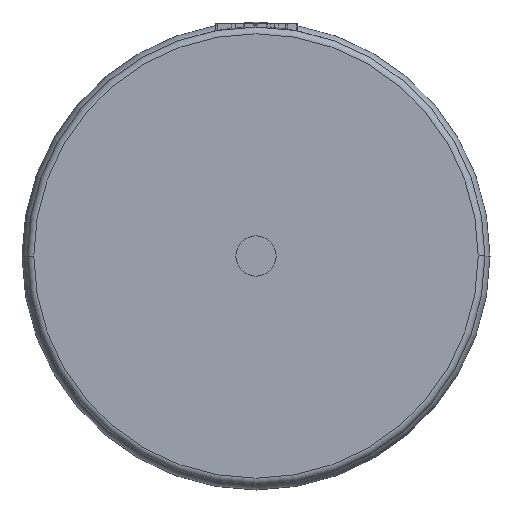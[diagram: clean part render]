
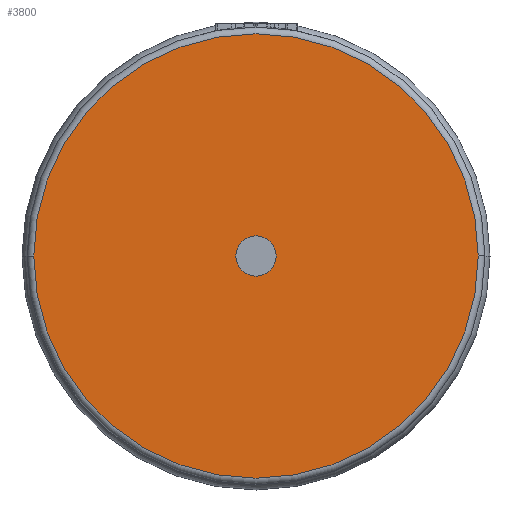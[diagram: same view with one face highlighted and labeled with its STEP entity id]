
A CAD part, front view. The second image highlights one B-rep face of the part: STEP entity #3800.
In plain terms, the highlighted planar face has unit normal (0, -1, 0).
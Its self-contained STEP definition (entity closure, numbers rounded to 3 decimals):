
#132=CARTESIAN_POINT('',(0.,0.,0.));
#133=DIRECTION('',(0.,-1.,0.));
#134=DIRECTION('',(-1.,0.,0.));
#135=AXIS2_PLACEMENT_3D('',#132,#133,#134);
#141=CARTESIAN_POINT('',(0.,0.,0.));
#142=DIRECTION('',(0.,-1.,0.));
#143=DIRECTION('',(1.,0.,0.));
#144=AXIS2_PLACEMENT_3D('',#141,#142,#143);
#149=CARTESIAN_POINT('',(0.,0.,0.));
#150=DIRECTION('',(0.,-1.,0.));
#151=DIRECTION('',(0.,0.,-1.));
#152=AXIS2_PLACEMENT_3D('',#149,#150,#151);
#157=CARTESIAN_POINT('',(0.,0.,0.));
#158=DIRECTION('',(0.,-1.,0.));
#159=DIRECTION('',(0.,0.,1.));
#160=AXIS2_PLACEMENT_3D('',#157,#158,#159);
#3327=CARTESIAN_POINT('',(-66.,0.,0.));
#3328=CARTESIAN_POINT('',(66.,0.,0.));
#3329=VERTEX_POINT('',#3327);
#3330=VERTEX_POINT('',#3328);
#3339=CARTESIAN_POINT('',(0.,0.,-6.));
#3340=CARTESIAN_POINT('',(0.,0.,6.));
#3341=VERTEX_POINT('',#3339);
#3342=VERTEX_POINT('',#3340);
#3783=CARTESIAN_POINT('',(0.,0.,0.));
#3784=DIRECTION('',(0.,1.,0.));
#3785=DIRECTION('',(1.,0.,0.));
#3786=AXIS2_PLACEMENT_3D('',#3783,#3784,#3785);
#3787=PLANE('',#3786);
#3789=ORIENTED_EDGE('',*,*,#3788,.F.);
#3791=ORIENTED_EDGE('',*,*,#3790,.F.);
#3792=EDGE_LOOP('',(#3789,#3791));
#3793=FACE_OUTER_BOUND('',#3792,.F.);
#3795=ORIENTED_EDGE('',*,*,#3794,.T.);
#3797=ORIENTED_EDGE('',*,*,#3796,.T.);
#3798=EDGE_LOOP('',(#3795,#3797));
#3799=FACE_BOUND('',#3798,.F.);
#3800=ADVANCED_FACE('',(#3793,#3799),#3787,.F.);
#136=CIRCLE('',#135,66.);
#145=CIRCLE('',#144,66.);
#153=CIRCLE('',#152,6.);
#161=CIRCLE('',#160,6.);
#3788=EDGE_CURVE('',#3329,#3330,#136,.T.);
#3790=EDGE_CURVE('',#3330,#3329,#145,.T.);
#3794=EDGE_CURVE('',#3341,#3342,#153,.T.);
#3796=EDGE_CURVE('',#3342,#3341,#161,.T.);
